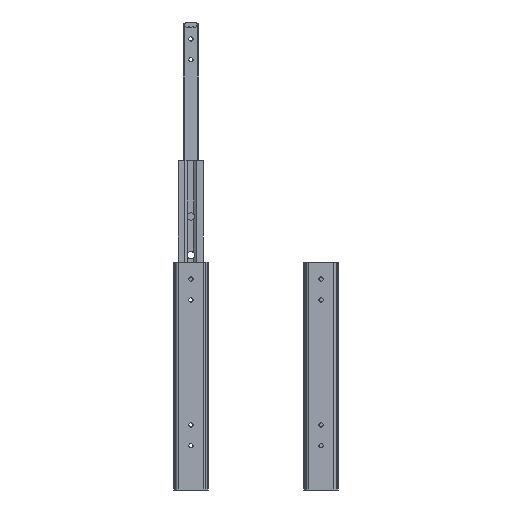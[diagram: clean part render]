
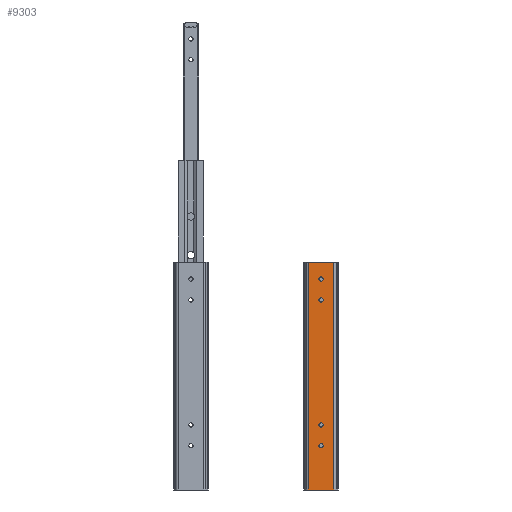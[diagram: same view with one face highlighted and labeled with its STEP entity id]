
A CAD part, front view. The second image highlights one B-rep face of the part: STEP entity #9303.
In plain terms, the highlighted planar face has unit normal (0, -1, 0).
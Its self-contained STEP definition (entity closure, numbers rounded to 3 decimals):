
#154=PLANE('',#9866);
#576=LINE('',#13603,#1544);
#577=LINE('',#13607,#1545);
#578=LINE('',#13609,#1546);
#579=LINE('',#13610,#1547);
#1544=VECTOR('',#10945,350.);
#1545=VECTOR('',#10950,38.735);
#1546=VECTOR('',#10951,350.);
#1547=VECTOR('',#10952,38.735);
#2754=FACE_BOUND('',#3443,.T.);
#2755=FACE_BOUND('',#3444,.T.);
#2756=FACE_BOUND('',#3445,.T.);
#2757=FACE_BOUND('',#3446,.T.);
#2927=FACE_OUTER_BOUND('',#3442,.T.);
#3442=EDGE_LOOP('',(#6799,#6800,#6801,#6802));
#3443=EDGE_LOOP('',(#6803));
#3444=EDGE_LOOP('',(#6804));
#3445=EDGE_LOOP('',(#6805));
#3446=EDGE_LOOP('',(#6806));
#4011=CIRCLE('',#9841,3.3);
#4014=CIRCLE('',#9846,3.3);
#4017=CIRCLE('',#9851,3.3);
#4020=CIRCLE('',#9856,3.3);
#4375=VERTEX_POINT('',#13546);
#4378=VERTEX_POINT('',#13554);
#4381=VERTEX_POINT('',#13562);
#4384=VERTEX_POINT('',#13570);
#4395=VERTEX_POINT('',#13600);
#4396=VERTEX_POINT('',#13602);
#4397=VERTEX_POINT('',#13606);
#4398=VERTEX_POINT('',#13608);
#5309=EDGE_CURVE('',#4375,#4375,#4011,.T.);
#5312=EDGE_CURVE('',#4378,#4378,#4014,.T.);
#5315=EDGE_CURVE('',#4381,#4381,#4017,.T.);
#5318=EDGE_CURVE('',#4384,#4384,#4020,.T.);
#5333=EDGE_CURVE('',#4396,#4395,#576,.T.);
#5335=EDGE_CURVE('',#4395,#4397,#577,.T.);
#5336=EDGE_CURVE('',#4398,#4397,#578,.T.);
#5337=EDGE_CURVE('',#4396,#4398,#579,.T.);
#6799=ORIENTED_EDGE('',*,*,#5335,.T.);
#6800=ORIENTED_EDGE('',*,*,#5336,.F.);
#6801=ORIENTED_EDGE('',*,*,#5337,.F.);
#6802=ORIENTED_EDGE('',*,*,#5333,.T.);
#6803=ORIENTED_EDGE('',*,*,#5312,.T.);
#6804=ORIENTED_EDGE('',*,*,#5309,.T.);
#6805=ORIENTED_EDGE('',*,*,#5318,.T.);
#6806=ORIENTED_EDGE('',*,*,#5315,.T.);
#9303=ADVANCED_FACE('',(#2927,#2754,#2755,#2756,#2757),#154,.T.);
#9841=AXIS2_PLACEMENT_3D('',#13547,#10886,#10887);
#9846=AXIS2_PLACEMENT_3D('',#13555,#10896,#10897);
#9851=AXIS2_PLACEMENT_3D('',#13563,#10906,#10907);
#9856=AXIS2_PLACEMENT_3D('',#13571,#10916,#10917);
#9866=AXIS2_PLACEMENT_3D('',#13605,#10948,#10949);
#10886=DIRECTION('center_axis',(0.,1.,0.));
#10887=DIRECTION('ref_axis',(1.,0.,0.));
#10896=DIRECTION('center_axis',(0.,1.,0.));
#10897=DIRECTION('ref_axis',(1.,0.,0.));
#10906=DIRECTION('center_axis',(0.,1.,0.));
#10907=DIRECTION('ref_axis',(1.,0.,0.));
#10916=DIRECTION('center_axis',(0.,1.,0.));
#10917=DIRECTION('ref_axis',(1.,0.,0.));
#10945=DIRECTION('',(0.,0.,-1.));
#10948=DIRECTION('center_axis',(0.,-1.,0.));
#10949=DIRECTION('ref_axis',(0.,0.,-1.));
#10950=DIRECTION('',(1.,0.,0.));
#10951=DIRECTION('',(0.,0.,-1.));
#10952=DIRECTION('',(1.,0.,0.));
#13546=CARTESIAN_POINT('',(23.25,0.,-58.));
#13547=CARTESIAN_POINT('Origin',(26.55,0.,-58.));
#13554=CARTESIAN_POINT('',(23.25,0.,-282.));
#13555=CARTESIAN_POINT('Origin',(26.55,0.,-282.));
#13562=CARTESIAN_POINT('',(23.25,0.,-250.));
#13563=CARTESIAN_POINT('Origin',(26.55,0.,-250.));
#13570=CARTESIAN_POINT('',(23.25,0.,-26.));
#13571=CARTESIAN_POINT('Origin',(26.55,0.,-26.));
#13600=CARTESIAN_POINT('',(7.182,0.,-350.));
#13602=CARTESIAN_POINT('',(7.182,0.,0.));
#13603=CARTESIAN_POINT('',(7.182,0.,0.));
#13605=CARTESIAN_POINT('Origin',(26.55,0.,0.));
#13606=CARTESIAN_POINT('',(45.918,0.,-350.));
#13607=CARTESIAN_POINT('',(7.182,0.,-350.));
#13608=CARTESIAN_POINT('',(45.918,0.,0.));
#13609=CARTESIAN_POINT('',(45.918,0.,0.));
#13610=CARTESIAN_POINT('',(7.182,0.,0.));
